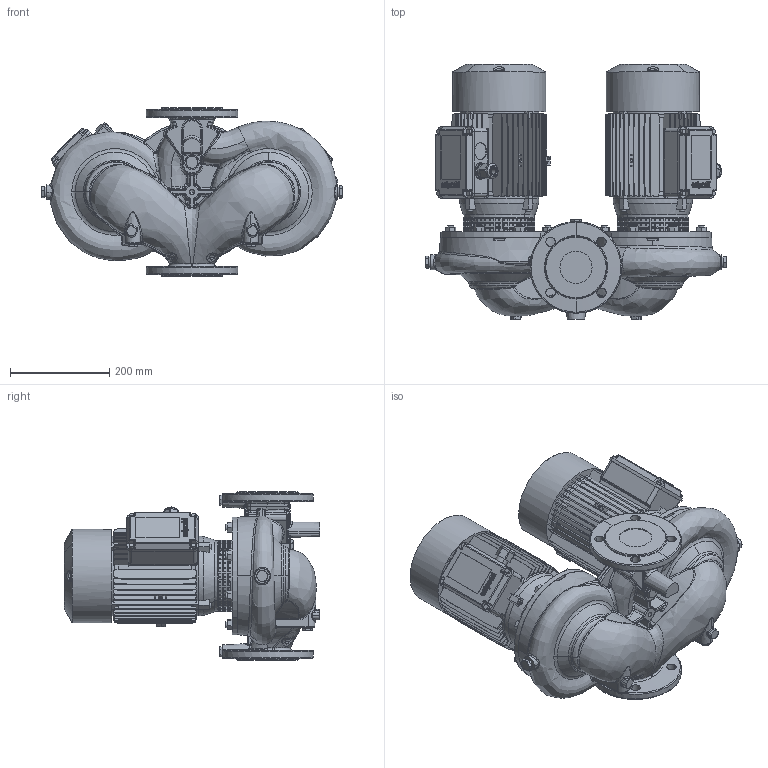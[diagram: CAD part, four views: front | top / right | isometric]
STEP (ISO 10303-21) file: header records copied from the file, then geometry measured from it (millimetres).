
FILE_DESCRIPTION (( 'STEP AP214' ), '1' );
FILE_NAME ('10015139swa00.step', '2022-07-04T10:16:17', ( '' ), ( '' ), 'SwSTEP 2.0', 'SolidWorks 2020', '' );
FILE_SCHEMA (( 'AUTOMOTIVE_DESIGN' ));
Length unit declared in the file: millimetre
Products named in the file (10): 4.66.634swp00_NRD 65; 90.025swp01_G14x7,5 OTTONE; 10015139swa00; 10007571swp00_90 SZ VERT; 2_66_134_SEMPLIFICATO; 10007670swn00_M25x1.5 ridotto; 90.025swp01_G38x9 OTTONE; 4.66.634swp00_Plug; 10008149swp00_3.66.531_semplificato; 10015109swp00
Assembly tree (17 placements, depth 2):
  10015139swa00
    10015109swp00
    4.66.634swp00_NRD 65
    4.66.634swp00_Plug
    90.025swp01_G38x9 OTTONE  x2
    90.025swp01_G14x7,5 OTTONE  x4
    10008149swp00_3.66.531_semplificato  x2
    10007571swp00_90 SZ VERT  x2
    2_66_134_SEMPLIFICATO  x2
    10007670swn00_M25x1.5 ridotto  x2
Bounding box: 607 x 514.5 x 340 mm (x, y, z)
Volume: 31163018.9 mm3; surface area: 2130726.3 mm2
Topology: 59 solids, 59 shells, 5360 faces, 14206 edges, 9039 vertices
Faces by surface type: plane 3162, bspline 851, cylinder 815, cone 458, torus 58, sphere 16
Entity records: 256410 total; most frequent: CARTESIAN_POINT 182975, ORIENTED_EDGE 16448, DIRECTION 12639, EDGE_CURVE 8224, VERTEX_POINT 5243, AXIS2_PLACEMENT_3D 4247, LINE 4145, VECTOR 4145
